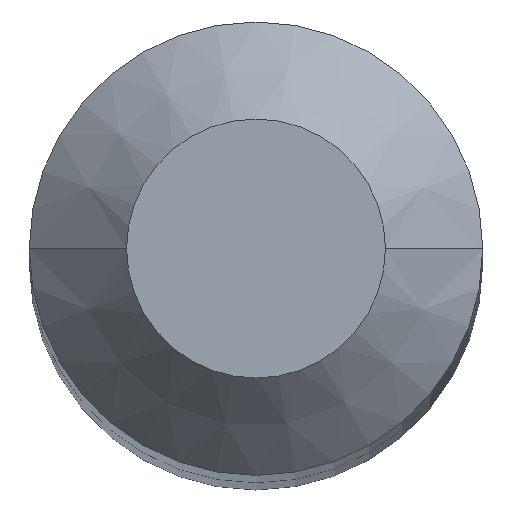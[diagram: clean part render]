
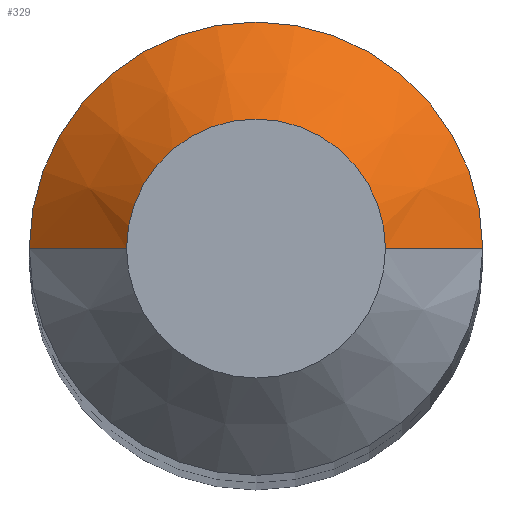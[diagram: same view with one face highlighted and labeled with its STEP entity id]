
A CAD part, top view. The second image highlights one B-rep face of the part: STEP entity #329.
In plain terms, the highlighted conical face has half-angle 45 degrees and reference radius 1.85 mm.
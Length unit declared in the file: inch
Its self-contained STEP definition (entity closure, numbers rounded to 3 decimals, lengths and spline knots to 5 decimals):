
#1 = VECTOR ( 'NONE', #95, 39.37008 ) ;
#2 = ORIENTED_EDGE ( 'NONE', *, *, #390, .T. ) ;
#36 = CARTESIAN_POINT ( 'NONE',  ( 0.0416, 0., 0. ) ) ;
#61 = ORIENTED_EDGE ( 'NONE', *, *, #357, .T. ) ;
#75 = CARTESIAN_POINT ( 'NONE',  ( -0.07285, 0., -0.03125 ) ) ;
#95 = DIRECTION ( 'NONE',  ( -0.707, 0., -0.707 ) ) ;
#96 = LINE ( 'NONE', #341, #360 ) ;
#133 = EDGE_CURVE ( 'NONE', #153, #253, #226, .T. ) ;
#141 = DIRECTION ( 'NONE',  ( 0., 0., 1. ) ) ;
#153 = VERTEX_POINT ( 'NONE', #203 ) ;
#155 = DIRECTION ( 'NONE',  ( 0., 0., 1. ) ) ;
#175 = CARTESIAN_POINT ( 'NONE',  ( -0.07285, 0., -0.03125 ) ) ;
#186 = DIRECTION ( 'NONE',  ( 0., 0., -1. ) ) ;
#190 = DIRECTION ( 'NONE',  ( 0.707, 0., -0.707 ) ) ;
#199 = CIRCLE ( 'NONE', #297, 0.07285 ) ;
#203 = CARTESIAN_POINT ( 'NONE',  ( -0.0416, 0., 0. ) ) ;
#216 = VERTEX_POINT ( 'NONE', #296 ) ;
#217 = CARTESIAN_POINT ( 'NONE',  ( 0., 0., 0. ) ) ;
#226 = LINE ( 'NONE', #75, #1 ) ;
#239 = AXIS2_PLACEMENT_3D ( 'NONE', #246, #186, #378 ) ;
#246 = CARTESIAN_POINT ( 'NONE',  ( 0., 0., -0.03125 ) ) ;
#251 = AXIS2_PLACEMENT_3D ( 'NONE', #217, #155, #282 ) ;
#253 = VERTEX_POINT ( 'NONE', #175 ) ;
#254 = FACE_OUTER_BOUND ( 'NONE', #331, .T. ) ;
#281 = ORIENTED_EDGE ( 'NONE', *, *, #133, .F. ) ;
#282 = DIRECTION ( 'NONE',  ( 1., 0., 0. ) ) ;
#296 = CARTESIAN_POINT ( 'NONE',  ( 0.07285, 0., -0.03125 ) ) ;
#297 = AXIS2_PLACEMENT_3D ( 'NONE', #382, #141, #380 ) ;
#329 = ADVANCED_FACE ( 'NONE', ( #254 ), #332, .T. ) ;
#331 = EDGE_LOOP ( 'NONE', ( #342, #61, #2, #281 ) ) ;
#332 = CONICAL_SURFACE ( 'NONE', #239, 0.07285, 0.785 ) ;
#333 = VERTEX_POINT ( 'NONE', #36 ) ;
#336 = EDGE_CURVE ( 'NONE', #333, #153, #344, .T. ) ;
#341 = CARTESIAN_POINT ( 'NONE',  ( 0.07285, 0., -0.03125 ) ) ;
#342 = ORIENTED_EDGE ( 'NONE', *, *, #336, .F. ) ;
#344 = CIRCLE ( 'NONE', #251, 0.0416 ) ;
#357 = EDGE_CURVE ( 'NONE', #333, #216, #96, .T. ) ;
#360 = VECTOR ( 'NONE', #190, 39.37008 ) ;
#378 = DIRECTION ( 'NONE',  ( -1., 0., 0. ) ) ;
#380 = DIRECTION ( 'NONE',  ( 1., 0., 0. ) ) ;
#382 = CARTESIAN_POINT ( 'NONE',  ( 0., 0., -0.03125 ) ) ;
#390 = EDGE_CURVE ( 'NONE', #216, #253, #199, .T. ) ;
